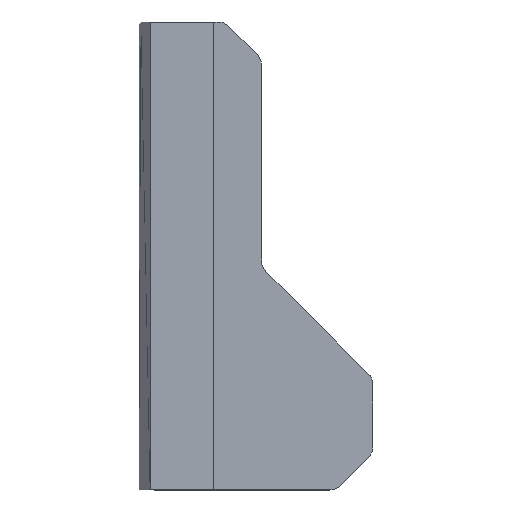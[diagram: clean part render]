
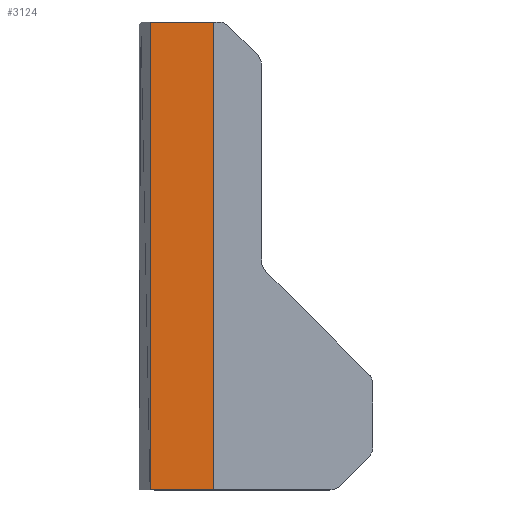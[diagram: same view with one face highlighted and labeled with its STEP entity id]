
A CAD part, top view. The second image highlights one B-rep face of the part: STEP entity #3124.
In plain terms, the highlighted planar face has unit normal (0, 0, 1).
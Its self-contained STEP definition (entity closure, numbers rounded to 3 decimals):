
#1422 = VERTEX_POINT('',#1423);
#1423 = CARTESIAN_POINT('',(110.75,93.5,4.));
#1444 = VERTEX_POINT('',#1445);
#1445 = CARTESIAN_POINT('',(110.75,156.5,4.));
#1452 = EDGE_CURVE('',#1444,#1422,#1453,.T.);
#1453 = LINE('',#1454,#1455);
#1454 = CARTESIAN_POINT('',(110.75,156.5,4.));
#1455 = VECTOR('',#1456,1.);
#1456 = DIRECTION('',(0.,-1.,0.));
#3089 = EDGE_CURVE('',#3090,#1444,#3092,.T.);
#3090 = VERTEX_POINT('',#3091);
#3091 = CARTESIAN_POINT('',(119.25,156.5,4.));
#3092 = LINE('',#3093,#3094);
#3093 = CARTESIAN_POINT('',(119.25,156.5,4.));
#3094 = VECTOR('',#3095,1.);
#3095 = DIRECTION('',(-1.,0.,0.));
#3124 = ADVANCED_FACE('',(#3125),#3143,.T.);
#3125 = FACE_BOUND('',#3126,.T.);
#3126 = EDGE_LOOP('',(#3127,#3135,#3136,#3137));
#3127 = ORIENTED_EDGE('',*,*,#3128,.T.);
#3128 = EDGE_CURVE('',#3129,#3090,#3131,.T.);
#3129 = VERTEX_POINT('',#3130);
#3130 = CARTESIAN_POINT('',(119.25,93.5,4.));
#3131 = LINE('',#3132,#3133);
#3132 = CARTESIAN_POINT('',(119.25,93.5,4.));
#3133 = VECTOR('',#3134,1.);
#3134 = DIRECTION('',(0.,1.,0.));
#3135 = ORIENTED_EDGE('',*,*,#3089,.T.);
#3136 = ORIENTED_EDGE('',*,*,#1452,.T.);
#3137 = ORIENTED_EDGE('',*,*,#3138,.T.);
#3138 = EDGE_CURVE('',#1422,#3129,#3139,.T.);
#3139 = LINE('',#3140,#3141);
#3140 = CARTESIAN_POINT('',(110.75,93.5,4.));
#3141 = VECTOR('',#3142,1.);
#3142 = DIRECTION('',(1.,0.,0.));
#3143 = PLANE('',#3144);
#3144 = AXIS2_PLACEMENT_3D('',#3145,#3146,#3147);
#3145 = CARTESIAN_POINT('',(115.,125.,4.));
#3146 = DIRECTION('',(0.,0.,1.));
#3147 = DIRECTION('',(1.,0.,0.));
